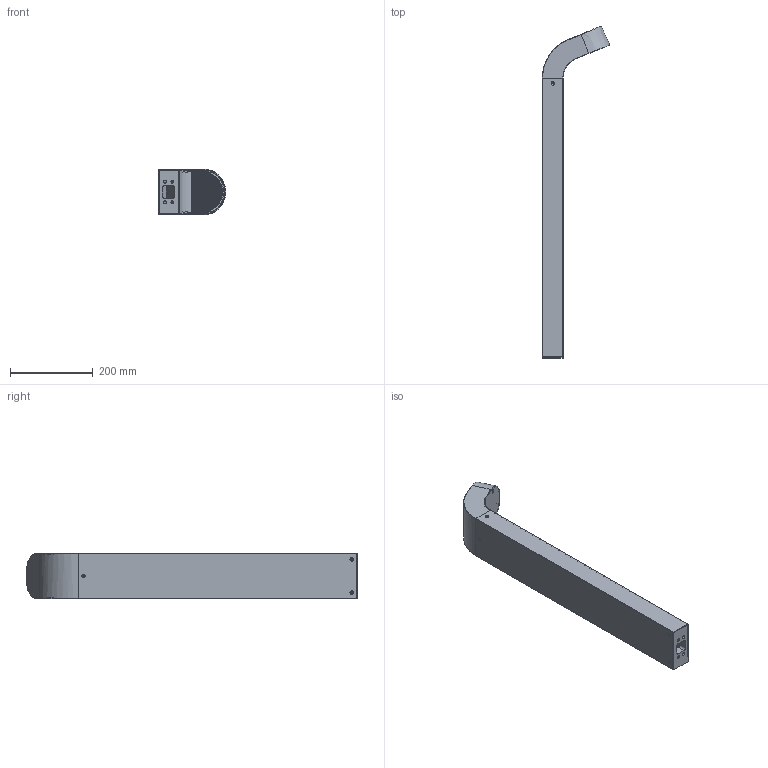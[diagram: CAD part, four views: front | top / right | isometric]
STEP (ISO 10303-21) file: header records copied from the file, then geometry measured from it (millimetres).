
FILE_DESCRIPTION (( 'STEP AP203' ), '1' );
FILE_NAME ('MOLDE_800.STEP', '2024-02-06T07:19:48', ( '' ), ( '' ), 'SwSTEP 2.0', 'SolidWorks 2022', '' );
FILE_SCHEMA (( 'CONFIG_CONTROL_DESIGN' ));
Length unit declared in the file: millimetre
Products named in the file (11): W11_GÓRA_M97_rs_W5 obr; W11_GÓRA KOMP_M97_rs_Kanlux GX53; W2_STOPA ABS KOM_W11_M97_rs.SLDPRT_w22 bez tulejek z pogrubieniem; MOLDE_800; W2_STOPA KOM_M97_rs; W11_SZYBKA_M97_rs_w2; W11_USZCZELKA_M97_rs; W11_KSZT110x50x2_M97_rs_Trzy otwory na górze.; WKR STOZ IMB M4x_rs_x16; M9780_Kszt kom_rs; W2_STOPA ABS_W11_M97_rs_w22 bez tulejek z pogrubieniem
Assembly tree (15 placements, depth 4):
  MOLDE_800
    W11_GÓRA KOMP_M97_rs_Kanlux GX53
      W11_GÓRA_M97_rs_W5 obr
      W11_SZYBKA_M97_rs_w2
      WKR STOZ IMB M4x_rs_x16  x2
      W11_USZCZELKA_M97_rs
    W2_STOPA KOM_M97_rs
      W2_STOPA ABS KOM_W11_M97_rs.SLDPRT_w22 bez tulejek z pogrubieniem
        W2_STOPA ABS_W11_M97_rs_w22 bez tulejek z pogrubieniem
    M9780_Kszt kom_rs
      W11_KSZT110x50x2_M97_rs_Trzy otwory na górze.
    WKR STOZ IMB M4x_rs_x16  x4
Bounding box: 162.84 x 801.08 x 110.61 mm (x, y, z)
Volume: 765754.4 mm3; surface area: 602623.5 mm2
Topology: 11 solids, 11 shells, 1668 faces, 6836 edges, 5127 vertices
Faces by surface type: sphere 1093, plane 200, cylinder 158, cone 121, bspline 59, torus 37
Entity records: 49149 total; most frequent: CARTESIAN_POINT 9894, DIRECTION 8810, ORIENTED_EDGE 6682, AXIS2_PLACEMENT_3D 4132, EDGE_CURVE 3341, VERTEX_POINT 2843, EDGE_LOOP 2638, CIRCLE 2616
